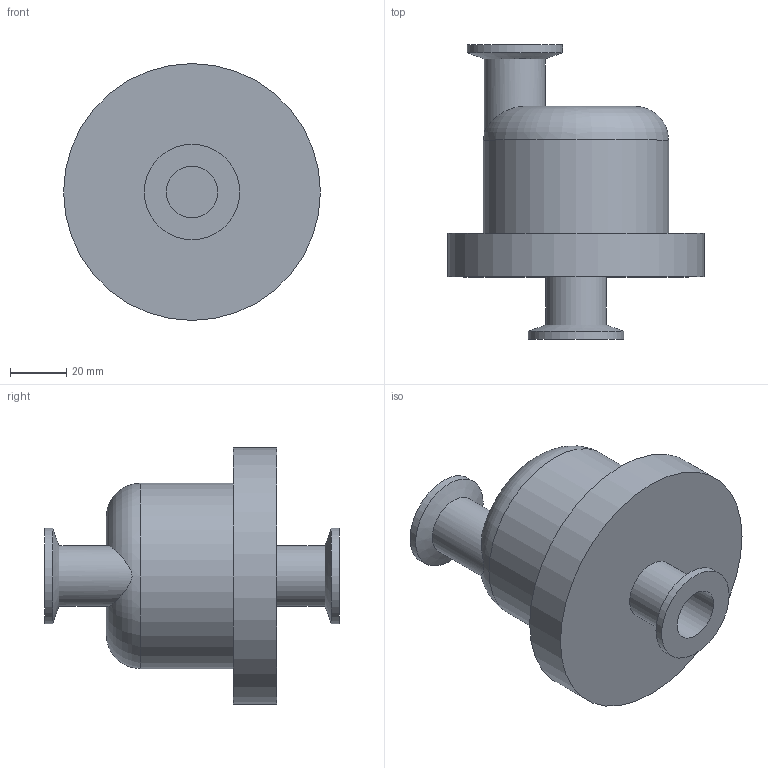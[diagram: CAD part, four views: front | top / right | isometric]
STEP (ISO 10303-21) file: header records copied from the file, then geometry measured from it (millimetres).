
FILE_DESCRIPTION(/* description */ (''),/* implementation_level */ '2;1');
FILE_NAME(/* name */ 'CVSE-04-1.stp',/* time_stamp */ '2024-04-03T10:29:58+09:00',/* author */ ('autocad33'),/* organization */ (''),/* preprocessor_version */ 'ST-DEVELOPER v19.2',/* originating_system */ 'Autodesk Inventor 2023',/* authorisation */ '');
FILE_SCHEMA (('AUTOMOTIVE_DESIGN { 1 0 10303 214 3 1 1 }'));
Length unit declared in the file: millimetre
Products named in the file (1): CVSE-04-1
Bounding box: 91.5 x 105 x 91.5 mm (x, y, z)
Volume: 252709.6 mm3; surface area: 35268.1 mm2
Topology: 1 solids, 1 shells, 18 faces, 33 edges, 21 vertices
Faces by surface type: cylinder 7, plane 7, cone 3, torus 1
Full cylindrical faces by diameter (mm): 18.4 x2, 21.7 x2, 34 x1, 66 x1, 91.5 x1
Entity records: 523 total; most frequent: CARTESIAN_POINT 103, DIRECTION 90, ORIENTED_EDGE 66, AXIS2_PLACEMENT_3D 40, EDGE_CURVE 33, EDGE_LOOP 22, CIRCLE 21, VERTEX_POINT 21
